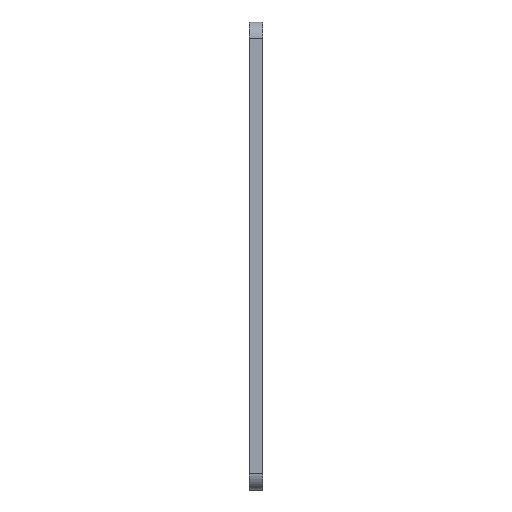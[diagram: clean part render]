
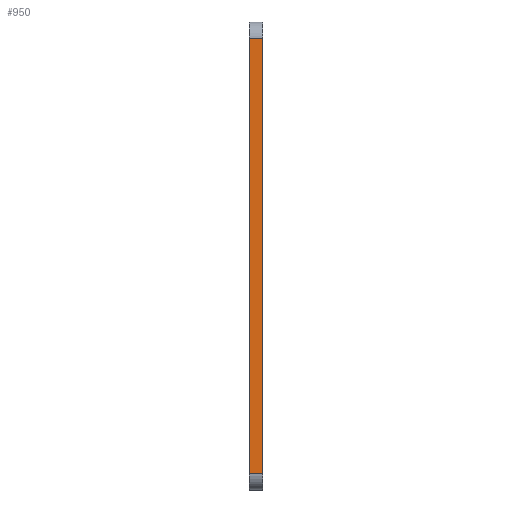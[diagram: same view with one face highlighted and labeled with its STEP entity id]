
A CAD part, left-side view. The second image highlights one B-rep face of the part: STEP entity #950.
In plain terms, the highlighted planar face has unit normal (-1, 0, 0).
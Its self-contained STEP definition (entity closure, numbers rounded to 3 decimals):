
#81 = ORIENTED_EDGE ( 'NONE', *, *, #417, .F. ) ;
#96 = ORIENTED_EDGE ( 'NONE', *, *, #493, .F. ) ;
#102 = ORIENTED_EDGE ( 'NONE', *, *, #389, .T. ) ;
#111 = ORIENTED_EDGE ( 'NONE', *, *, #385, .T. ) ;
#123 = EDGE_LOOP ( 'NONE', ( #111, #81, #96, #102 ) ) ;
#186 = VECTOR ( 'NONE', #585, 1000. ) ;
#189 = VECTOR ( 'NONE', #599, 1000. ) ;
#193 = LINE ( 'NONE', #568, #186 ) ;
#197 = LINE ( 'NONE', #601, #189 ) ;
#205 = LINE ( 'NONE', #556, #231 ) ;
#231 = VECTOR ( 'NONE', #566, 1000. ) ;
#233 = VECTOR ( 'NONE', #646, 1000. ) ;
#275 = LINE ( 'NONE', #677, #233 ) ;
#300 = FACE_OUTER_BOUND ( 'NONE', #123, .T. ) ;
#385 = EDGE_CURVE ( 'NONE', #575, #573, #205, .T. ) ;
#389 = EDGE_CURVE ( 'NONE', #569, #575, #193, .T. ) ;
#417 = EDGE_CURVE ( 'NONE', #567, #573, #197, .T. ) ;
#483 = AXIS2_PLACEMENT_3D ( 'NONE', #846, #842, #843 ) ;
#493 = EDGE_CURVE ( 'NONE', #569, #567, #275, .T. ) ;
#556 = CARTESIAN_POINT ( 'NONE',  ( -83.25, 0., -49.5 ) ) ;
#566 = DIRECTION ( 'NONE',  ( 0., 0., 1. ) ) ;
#567 = VERTEX_POINT ( 'NONE', #773 ) ;
#568 = CARTESIAN_POINT ( 'NONE',  ( -83.25, 3., -49.5 ) ) ;
#569 = VERTEX_POINT ( 'NONE', #766 ) ;
#573 = VERTEX_POINT ( 'NONE', #849 ) ;
#575 = VERTEX_POINT ( 'NONE', #832 ) ;
#585 = DIRECTION ( 'NONE',  ( 0., -1., 0. ) ) ;
#599 = DIRECTION ( 'NONE',  ( 0., -1., 0. ) ) ;
#601 = CARTESIAN_POINT ( 'NONE',  ( -83.25, 3., 49.5 ) ) ;
#646 = DIRECTION ( 'NONE',  ( 0., 0., 1. ) ) ;
#677 = CARTESIAN_POINT ( 'NONE',  ( -83.25, 3., -49.5 ) ) ;
#766 = CARTESIAN_POINT ( 'NONE',  ( -83.25, 3., -49.5 ) ) ;
#773 = CARTESIAN_POINT ( 'NONE',  ( -83.25, 3., 49.5 ) ) ;
#802 = PLANE ( 'NONE',  #483 ) ;
#832 = CARTESIAN_POINT ( 'NONE',  ( -83.25, 0., -49.5 ) ) ;
#842 = DIRECTION ( 'NONE',  ( 1., 0., 0. ) ) ;
#843 = DIRECTION ( 'NONE',  ( 0., 0., -1. ) ) ;
#846 = CARTESIAN_POINT ( 'NONE',  ( -83.25, 3., -49.5 ) ) ;
#849 = CARTESIAN_POINT ( 'NONE',  ( -83.25, 0., 49.5 ) ) ;
#950 = ADVANCED_FACE ( 'NONE', ( #300 ), #802, .F. ) ;
